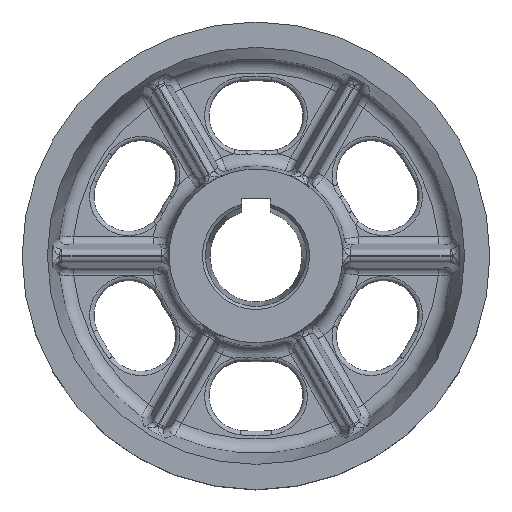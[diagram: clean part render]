
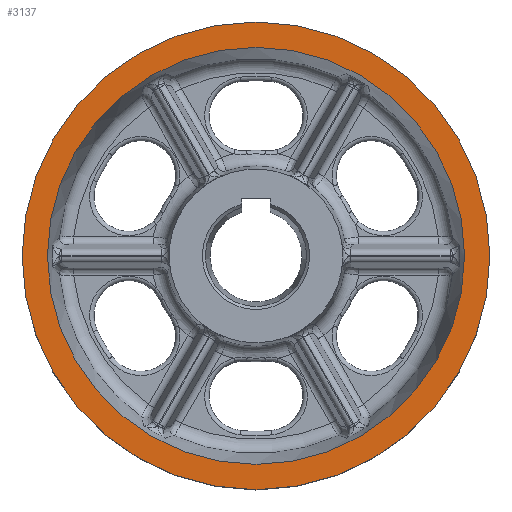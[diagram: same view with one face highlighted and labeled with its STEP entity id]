
A CAD part, top view. The second image highlights one B-rep face of the part: STEP entity #3137.
In plain terms, the highlighted planar face has unit normal (0, 0, 1).
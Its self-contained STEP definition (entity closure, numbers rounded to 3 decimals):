
#820 = PLANE ( 'NONE',  #4732 ) ;
#1195 = EDGE_LOOP ( 'NONE', ( #9130 ) ) ;
#1227 = CIRCLE ( 'NONE', #11649, 161.5 ) ;
#2213 = VERTEX_POINT ( 'NONE', #13597 ) ;
#2278 = CARTESIAN_POINT ( 'NONE',  ( 0., 0., 17. ) ) ;
#3137 = ADVANCED_FACE ( 'NONE', ( #3796, #13784 ), #820, .F. ) ;
#3720 = EDGE_LOOP ( 'NONE', ( #8032 ) ) ;
#3796 = FACE_BOUND ( 'NONE', #3720, .T. ) ;
#4664 = VERTEX_POINT ( 'NONE', #9293 ) ;
#4732 = AXIS2_PLACEMENT_3D ( 'NONE', #9675, #12297, #8002 ) ;
#5556 = CARTESIAN_POINT ( 'NONE',  ( 0., 0., 17. ) ) ;
#8002 = DIRECTION ( 'NONE',  ( -1., 0., 0. ) ) ;
#8032 = ORIENTED_EDGE ( 'NONE', *, *, #12082, .F. ) ;
#9130 = ORIENTED_EDGE ( 'NONE', *, *, #9193, .T. ) ;
#9193 = EDGE_CURVE ( 'NONE', #4664, #4664, #1227, .T. ) ;
#9293 = CARTESIAN_POINT ( 'NONE',  ( 161.5, 0., 17. ) ) ;
#9675 = CARTESIAN_POINT ( 'NONE',  ( 0., 144., 17. ) ) ;
#11107 = AXIS2_PLACEMENT_3D ( 'NONE', #5556, #14227, #17127 ) ;
#11649 = AXIS2_PLACEMENT_3D ( 'NONE', #2278, #13393, #16189 ) ;
#12082 = EDGE_CURVE ( 'NONE', #2213, #2213, #12908, .T. ) ;
#12297 = DIRECTION ( 'NONE',  ( 0., 0., -1. ) ) ;
#12908 = CIRCLE ( 'NONE', #11107, 144. ) ;
#13393 = DIRECTION ( 'NONE',  ( 0., 0., 1. ) ) ;
#13597 = CARTESIAN_POINT ( 'NONE',  ( 144., 0., 17. ) ) ;
#13784 = FACE_OUTER_BOUND ( 'NONE', #1195, .T. ) ;
#14227 = DIRECTION ( 'NONE',  ( 0., 0., 1. ) ) ;
#16189 = DIRECTION ( 'NONE',  ( 1., 0., 0. ) ) ;
#17127 = DIRECTION ( 'NONE',  ( 1., 0., 0. ) ) ;
